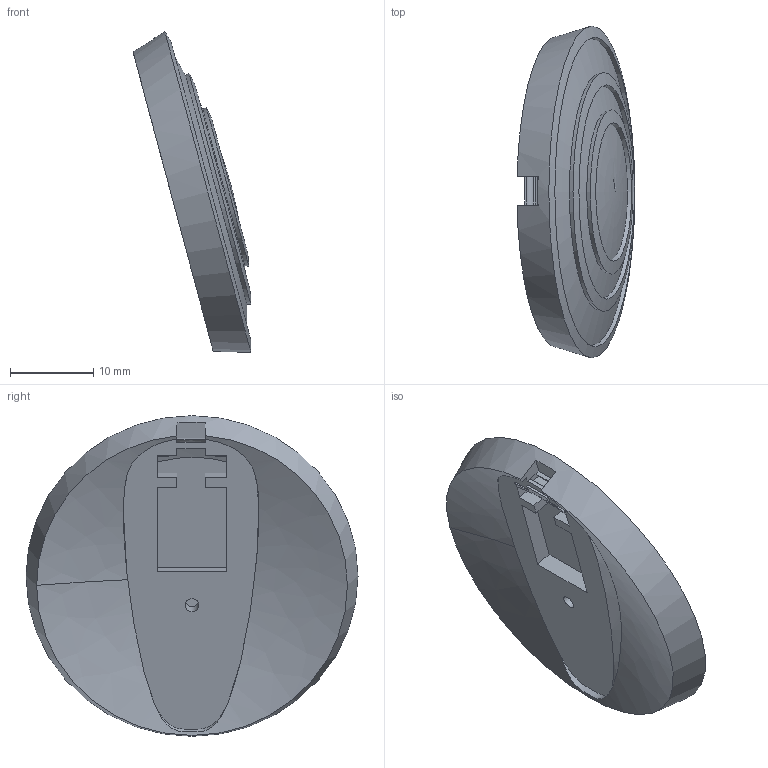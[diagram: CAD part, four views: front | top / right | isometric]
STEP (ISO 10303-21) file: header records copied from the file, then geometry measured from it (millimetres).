
FILE_DESCRIPTION(/* description */ (''),/* implementation_level */ '2;1');
FILE_NAME(/* name */ '',/* time_stamp */ '2023-03-05T23:19:13+08:00',/* author */ (''),/* organization */ (''),/* preprocessor_version */ 'ST-DEVELOPER v19.2',/* originating_system */ 'Autodesk Translation Framework v11.17.0.187',/* authorisation */ '');
FILE_SCHEMA (('AUTOMOTIVE_DESIGN { 1 0 10303 214 3 1 1 }'));
Length unit declared in the file: millimetre
Products named in the file (1): 盾_兼容
Bounding box: 14.17 x 39.86 x 38.5 mm (x, y, z)
Volume: 5325 mm3; surface area: 3351.8 mm2
Topology: 1 solids, 1 shells, 62 faces, 169 edges, 105 vertices
Faces by surface type: plane 29, bspline 23, cone 6, cylinder 4
Full cylindrical faces by diameter (mm): 1.623 x1
Entity records: 3901 total; most frequent: CARTESIAN_POINT 2462, ORIENTED_EDGE 338, DIRECTION 225, EDGE_CURVE 169, VERTEX_POINT 105, LINE 79, VECTOR 79, AXIS2_PLACEMENT_3D 73
